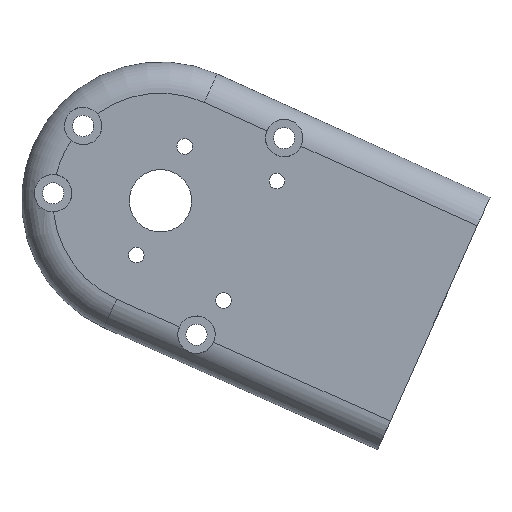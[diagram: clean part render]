
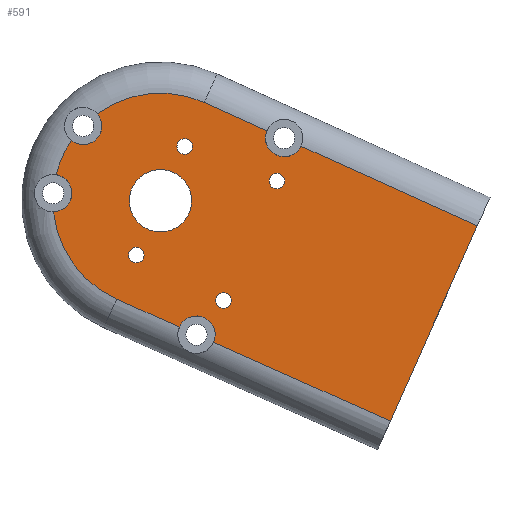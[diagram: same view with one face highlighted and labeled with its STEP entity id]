
A CAD part, top view. The second image highlights one B-rep face of the part: STEP entity #591.
In plain terms, the highlighted planar face has unit normal (0, 0, 1).
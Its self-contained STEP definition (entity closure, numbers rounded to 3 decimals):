
#33=FACE_BOUND('',#107,.T.);
#34=FACE_BOUND('',#108,.T.);
#35=FACE_BOUND('',#109,.T.);
#36=FACE_BOUND('',#110,.T.);
#37=FACE_BOUND('',#111,.T.);
#44=PLANE('',#661);
#66=FACE_OUTER_BOUND('',#106,.T.);
#106=EDGE_LOOP('',(#466,#467,#468,#469,#470,#471,#472,#473,#474,#475,#476,
#477,#478,#479,#480));
#107=EDGE_LOOP('',(#481));
#108=EDGE_LOOP('',(#482));
#109=EDGE_LOOP('',(#483));
#110=EDGE_LOOP('',(#484));
#111=EDGE_LOOP('',(#485));
#146=LINE('',#930,#186);
#149=LINE('',#961,#189);
#151=LINE('',#1020,#191);
#152=LINE('',#1108,#192);
#154=LINE('',#1110,#194);
#157=LINE('',#1125,#197);
#186=VECTOR('',#749,10.);
#189=VECTOR('',#756,10.);
#191=VECTOR('',#758,10.);
#192=VECTOR('',#773,10.);
#194=VECTOR('',#775,10.);
#197=VECTOR('',#794,10.);
#216=CIRCLE('',#627,1.25);
#218=CIRCLE('',#630,1.25);
#220=CIRCLE('',#633,1.25);
#222=CIRCLE('',#636,1.25);
#230=CIRCLE('',#649,17.25);
#233=CIRCLE('',#652,17.25);
#234=CIRCLE('',#653,17.25);
#235=CIRCLE('',#656,3.);
#237=CIRCLE('',#659,3.);
#239=CIRCLE('',#662,3.);
#240=CIRCLE('',#663,3.);
#241=CIRCLE('',#664,3.);
#242=CIRCLE('',#665,3.);
#243=CIRCLE('',#666,5.);
#253=VERTEX_POINT('',#878);
#255=VERTEX_POINT('',#884);
#257=VERTEX_POINT('',#890);
#259=VERTEX_POINT('',#896);
#273=VERTEX_POINT('',#927);
#274=VERTEX_POINT('',#929);
#277=VERTEX_POINT('',#937);
#278=VERTEX_POINT('',#938);
#280=VERTEX_POINT('',#964);
#281=VERTEX_POINT('',#1022);
#283=VERTEX_POINT('',#1032);
#285=VERTEX_POINT('',#1054);
#286=VERTEX_POINT('',#1056);
#288=VERTEX_POINT('',#1071);
#289=VERTEX_POINT('',#1088);
#290=VERTEX_POINT('',#1089);
#293=VERTEX_POINT('',#1122);
#294=VERTEX_POINT('',#1124);
#295=VERTEX_POINT('',#1127);
#296=VERTEX_POINT('',#1130);
#310=EDGE_CURVE('',#253,#253,#216,.T.);
#313=EDGE_CURVE('',#255,#255,#218,.T.);
#316=EDGE_CURVE('',#257,#257,#220,.T.);
#319=EDGE_CURVE('',#259,#259,#222,.T.);
#334=EDGE_CURVE('',#274,#273,#146,.T.);
#339=EDGE_CURVE('',#278,#273,#149,.T.);
#342=EDGE_CURVE('',#280,#277,#151,.T.);
#345=EDGE_CURVE('',#283,#280,#230,.T.);
#348=EDGE_CURVE('',#285,#286,#233,.T.);
#351=EDGE_CURVE('',#288,#281,#234,.T.);
#353=EDGE_CURVE('',#290,#285,#152,.T.);
#355=EDGE_CURVE('',#274,#289,#154,.T.);
#356=EDGE_CURVE('',#283,#281,#235,.T.);
#359=EDGE_CURVE('',#288,#286,#237,.T.);
#362=EDGE_CURVE('',#290,#293,#239,.T.);
#363=EDGE_CURVE('',#293,#294,#157,.T.);
#364=EDGE_CURVE('',#294,#289,#240,.T.);
#365=EDGE_CURVE('',#278,#295,#241,.T.);
#366=EDGE_CURVE('',#295,#277,#242,.T.);
#367=EDGE_CURVE('',#296,#296,#243,.T.);
#466=ORIENTED_EDGE('',*,*,#342,.F.);
#467=ORIENTED_EDGE('',*,*,#345,.F.);
#468=ORIENTED_EDGE('',*,*,#356,.T.);
#469=ORIENTED_EDGE('',*,*,#351,.F.);
#470=ORIENTED_EDGE('',*,*,#359,.T.);
#471=ORIENTED_EDGE('',*,*,#348,.F.);
#472=ORIENTED_EDGE('',*,*,#353,.F.);
#473=ORIENTED_EDGE('',*,*,#362,.T.);
#474=ORIENTED_EDGE('',*,*,#363,.T.);
#475=ORIENTED_EDGE('',*,*,#364,.T.);
#476=ORIENTED_EDGE('',*,*,#355,.F.);
#477=ORIENTED_EDGE('',*,*,#334,.T.);
#478=ORIENTED_EDGE('',*,*,#339,.F.);
#479=ORIENTED_EDGE('',*,*,#365,.T.);
#480=ORIENTED_EDGE('',*,*,#366,.T.);
#481=ORIENTED_EDGE('',*,*,#310,.T.);
#482=ORIENTED_EDGE('',*,*,#313,.T.);
#483=ORIENTED_EDGE('',*,*,#316,.T.);
#484=ORIENTED_EDGE('',*,*,#319,.T.);
#485=ORIENTED_EDGE('',*,*,#367,.T.);
#591=ADVANCED_FACE('',(#66,#33,#34,#35,#36,#37),#44,.F.);
#627=AXIS2_PLACEMENT_3D('',#880,#701,#702);
#630=AXIS2_PLACEMENT_3D('',#886,#708,#709);
#633=AXIS2_PLACEMENT_3D('',#892,#715,#716);
#636=AXIS2_PLACEMENT_3D('',#898,#722,#723);
#649=AXIS2_PLACEMENT_3D('',#1051,#761,#762);
#652=AXIS2_PLACEMENT_3D('',#1057,#767,#768);
#653=AXIS2_PLACEMENT_3D('',#1086,#769,#770);
#656=AXIS2_PLACEMENT_3D('',#1112,#778,#779);
#659=AXIS2_PLACEMENT_3D('',#1117,#785,#786);
#661=AXIS2_PLACEMENT_3D('',#1121,#790,#791);
#662=AXIS2_PLACEMENT_3D('',#1123,#792,#793);
#663=AXIS2_PLACEMENT_3D('',#1126,#795,#796);
#664=AXIS2_PLACEMENT_3D('',#1128,#797,#798);
#665=AXIS2_PLACEMENT_3D('',#1129,#799,#800);
#666=AXIS2_PLACEMENT_3D('',#1131,#801,#802);
#701=DIRECTION('center_axis',(0.,0.,-1.));
#702=DIRECTION('ref_axis',(1.,0.,0.));
#708=DIRECTION('center_axis',(0.,0.,-1.));
#709=DIRECTION('ref_axis',(1.,0.,0.));
#715=DIRECTION('center_axis',(0.,0.,-1.));
#716=DIRECTION('ref_axis',(1.,0.,0.));
#722=DIRECTION('center_axis',(0.,0.,-1.));
#723=DIRECTION('ref_axis',(1.,0.,0.));
#749=DIRECTION('',(0.407,0.913,0.));
#756=DIRECTION('',(0.911,-0.412,0.));
#758=DIRECTION('',(0.911,-0.412,0.));
#761=DIRECTION('center_axis',(0.,0.,-1.));
#762=DIRECTION('ref_axis',(-0.913,0.407,0.));
#767=DIRECTION('center_axis',(0.,0.,-1.));
#768=DIRECTION('ref_axis',(-0.913,0.407,0.));
#769=DIRECTION('center_axis',(0.,0.,-1.));
#770=DIRECTION('ref_axis',(-0.913,0.407,0.));
#773=DIRECTION('',(-0.913,0.407,0.));
#775=DIRECTION('',(-0.913,0.407,0.));
#778=DIRECTION('center_axis',(0.,0.,-1.));
#779=DIRECTION('ref_axis',(1.,0.,0.));
#785=DIRECTION('center_axis',(0.,0.,-1.));
#786=DIRECTION('ref_axis',(1.,0.,0.));
#790=DIRECTION('center_axis',(0.,0.,-1.));
#791=DIRECTION('ref_axis',(-1.,0.,0.));
#792=DIRECTION('center_axis',(0.,0.,-1.));
#793=DIRECTION('ref_axis',(1.,0.,0.));
#794=DIRECTION('',(0.913,-0.407,0.));
#795=DIRECTION('center_axis',(0.,0.,-1.));
#796=DIRECTION('ref_axis',(1.,0.,0.));
#797=DIRECTION('center_axis',(0.,0.,-1.));
#798=DIRECTION('ref_axis',(1.,0.,0.));
#799=DIRECTION('center_axis',(0.,0.,-1.));
#800=DIRECTION('ref_axis',(1.,0.,0.));
#801=DIRECTION('center_axis',(0.,0.,-1.));
#802=DIRECTION('ref_axis',(1.,0.,0.));
#878=CARTESIAN_POINT('',(8996.337,7109.93,371.604));
#880=CARTESIAN_POINT('Origin',(8997.587,7109.93,371.604));
#884=CARTESIAN_POINT('',(9002.577,7085.246,371.604));
#886=CARTESIAN_POINT('Origin',(9003.827,7085.246,371.604));
#890=CARTESIAN_POINT('',(8988.581,7092.531,371.604));
#892=CARTESIAN_POINT('Origin',(8989.831,7092.531,371.604));
#896=CARTESIAN_POINT('',(9011.111,7104.39,371.604));
#898=CARTESIAN_POINT('Origin',(9012.361,7104.39,371.604));
#927=CARTESIAN_POINT('',(9044.474,7097.197,371.604));
#929=CARTESIAN_POINT('',(9030.528,7065.931,371.604));
#930=CARTESIAN_POINT('',(9032.65,7070.688,371.604));
#937=CARTESIAN_POINT('',(9010.755,7112.451,371.604));
#938=CARTESIAN_POINT('',(9016.22,7109.979,371.604));
#961=CARTESIAN_POINT('',(9031.994,7102.843,371.604));
#964=CARTESIAN_POINT('',(9000.728,7116.987,371.604));
#1020=CARTESIAN_POINT('',(9031.994,7102.843,371.604));
#1022=CARTESIAN_POINT('',(8979.416,7110.889,371.604));
#1032=CARTESIAN_POINT('',(8983.57,7115.186,371.604));
#1051=CARTESIAN_POINT('Origin',(8993.709,7101.23,371.604));
#1054=CARTESIAN_POINT('',(8986.685,7085.475,371.604));
#1056=CARTESIAN_POINT('',(8976.552,7099.442,371.604));
#1057=CARTESIAN_POINT('Origin',(8993.709,7101.23,371.604));
#1071=CARTESIAN_POINT('',(8976.971,7105.404,371.604));
#1086=CARTESIAN_POINT('Origin',(8993.709,7101.23,371.604));
#1088=CARTESIAN_POINT('',(9002.212,7078.553,371.604));
#1089=CARTESIAN_POINT('',(8996.732,7080.996,371.604));
#1108=CARTESIAN_POINT('',(8995.151,7081.701,371.604));
#1110=CARTESIAN_POINT('',(8995.151,7081.701,371.604));
#1112=CARTESIAN_POINT('Origin',(8981.306,7113.219,371.604));
#1117=CARTESIAN_POINT('Origin',(8976.501,7102.441,371.604));
#1121=CARTESIAN_POINT('Origin',(9009.896,7092.015,371.604));
#1122=CARTESIAN_POINT('',(9000.685,7082.519,371.604));
#1123=CARTESIAN_POINT('Origin',(8999.472,7079.775,371.604));
#1124=CARTESIAN_POINT('',(9000.702,7082.511,371.604));
#1125=CARTESIAN_POINT('',(9002.77,7081.589,371.604));
#1126=CARTESIAN_POINT('Origin',(8999.472,7079.775,371.604));
#1127=CARTESIAN_POINT('',(9010.519,7111.286,371.604));
#1128=CARTESIAN_POINT('Origin',(9013.519,7111.286,371.604));
#1129=CARTESIAN_POINT('Origin',(9013.519,7111.286,371.604));
#1130=CARTESIAN_POINT('',(8988.709,7101.23,371.604));
#1131=CARTESIAN_POINT('Origin',(8993.709,7101.23,371.604));
